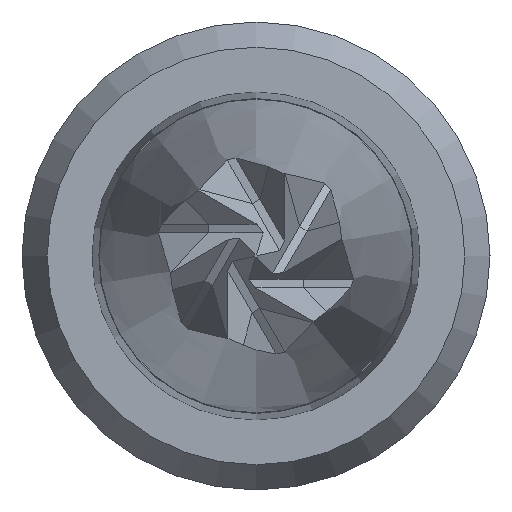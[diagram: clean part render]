
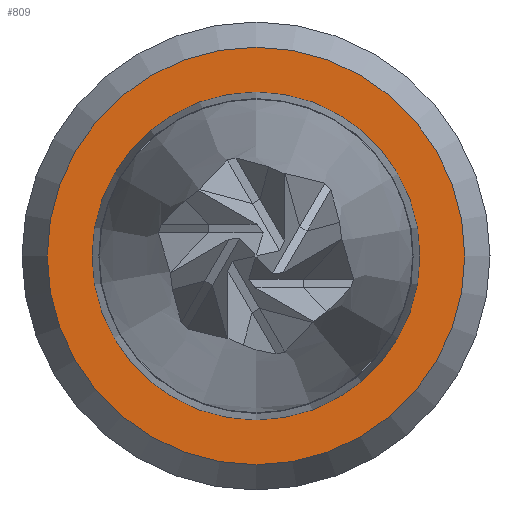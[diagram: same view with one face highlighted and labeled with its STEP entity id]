
A CAD part, left-side view. The second image highlights one B-rep face of the part: STEP entity #809.
In plain terms, the highlighted planar face has unit normal (-1, 0, 0).
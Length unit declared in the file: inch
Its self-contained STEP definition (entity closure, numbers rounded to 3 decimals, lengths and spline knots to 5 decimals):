
#19 = ORIENTED_EDGE ( 'NONE', *, *, #883, .F. ) ;
#41 = FACE_BOUND ( 'NONE', #987, .T. ) ;
#69 = DIRECTION ( 'NONE',  ( 1., 0., 0. ) ) ;
#153 = CARTESIAN_POINT ( 'NONE',  ( -0.05651, 0., 0. ) ) ;
#201 = DIRECTION ( 'NONE',  ( 0., -1., 0. ) ) ;
#248 = PLANE ( 'NONE',  #918 ) ;
#266 = CARTESIAN_POINT ( 'NONE',  ( -0.05651, 0., 0. ) ) ;
#342 = CIRCLE ( 'NONE', #510, 0.024 ) ;
#354 = CARTESIAN_POINT ( 'NONE',  ( -0.05651, -0.01884, 0. ) ) ;
#358 = CARTESIAN_POINT ( 'NONE',  ( -0.05651, 0.024, 0. ) ) ;
#375 = AXIS2_PLACEMENT_3D ( 'NONE', #717, #69, #201 ) ;
#446 = EDGE_CURVE ( 'NONE', #1276, #1276, #993, .T. ) ;
#510 = AXIS2_PLACEMENT_3D ( 'NONE', #266, #1189, #581 ) ;
#569 = DIRECTION ( 'NONE',  ( 0., -1., 0. ) ) ;
#572 = DIRECTION ( 'NONE',  ( -1., 0., 0. ) ) ;
#581 = DIRECTION ( 'NONE',  ( 0., 1., 0. ) ) ;
#621 = EDGE_LOOP ( 'NONE', ( #19 ) ) ;
#667 = FACE_OUTER_BOUND ( 'NONE', #621, .T. ) ;
#717 = CARTESIAN_POINT ( 'NONE',  ( -0.05651, 0., 0. ) ) ;
#809 = ADVANCED_FACE ( 'NONE', ( #41, #667 ), #248, .T. ) ;
#883 = EDGE_CURVE ( 'NONE', #1280, #1280, #342, .T. ) ;
#918 = AXIS2_PLACEMENT_3D ( 'NONE', #153, #572, #569 ) ;
#987 = EDGE_LOOP ( 'NONE', ( #1042 ) ) ;
#993 = CIRCLE ( 'NONE', #375, 0.01884 ) ;
#1042 = ORIENTED_EDGE ( 'NONE', *, *, #446, .T. ) ;
#1189 = DIRECTION ( 'NONE',  ( 1., 0., 0. ) ) ;
#1276 = VERTEX_POINT ( 'NONE', #354 ) ;
#1280 = VERTEX_POINT ( 'NONE', #358 ) ;
